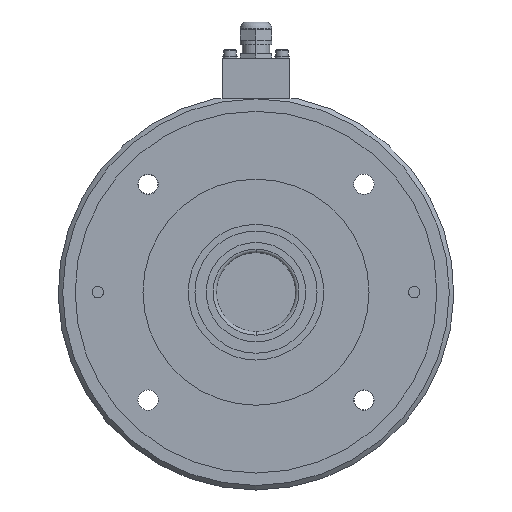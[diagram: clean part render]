
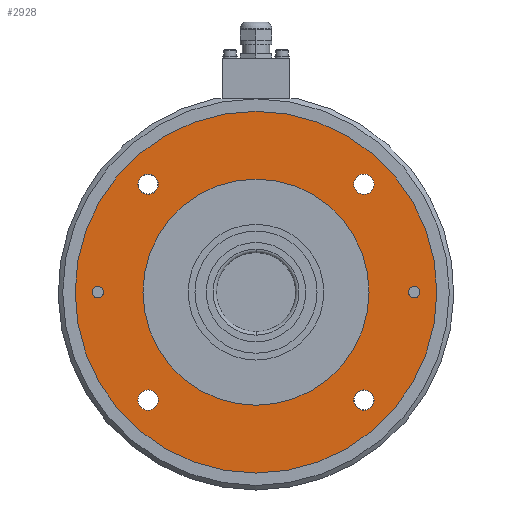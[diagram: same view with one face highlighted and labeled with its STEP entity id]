
A CAD part, left-side view. The second image highlights one B-rep face of the part: STEP entity #2928.
In plain terms, the highlighted face is planar.
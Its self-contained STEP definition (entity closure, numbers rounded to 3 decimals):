
#2204=CARTESIAN_POINT('',(4.15,43.5,0.0));
#2205=VERTEX_POINT('',#2204);
#2221=CARTESIAN_POINT('',(4.15,-56.5,0.));
#2222=VERTEX_POINT('',#2221);
#2229=CARTESIAN_POINT('',(4.15,-6.5,0.0));
#2230=DIRECTION('',(1.0,0.0,0.0));
#2231=DIRECTION('',(0.0,1.0,0.0));
#2232=AXIS2_PLACEMENT_3D('',#2229,#2230,#2231);
#2233=CIRCLE('',#2232,50.0);
#2234=EDGE_CURVE('',#2222,#2205,#2233,.T.);
#2244=CARTESIAN_POINT('',(4.15,73.5,0.0));
#2245=VERTEX_POINT('',#2244);
#2254=CARTESIAN_POINT('',(4.15,-86.5,0.));
#2255=VERTEX_POINT('',#2254);
#2256=CARTESIAN_POINT('',(4.15,-6.5,0.0));
#2257=DIRECTION('',(1.0,0.0,0.0));
#2258=DIRECTION('',(0.0,1.0,0.0));
#2259=AXIS2_PLACEMENT_3D('',#2256,#2257,#2258);
#2260=CIRCLE('',#2259,80.0);
#2261=EDGE_CURVE('',#2255,#2245,#2260,.T.);
#2372=CARTESIAN_POINT('',(4.15,41.23,43.23));
#2373=VERTEX_POINT('',#2372);
#2389=CARTESIAN_POINT('',(4.15,41.23,52.23));
#2390=VERTEX_POINT('',#2389);
#2397=CARTESIAN_POINT('',(4.15,41.23,47.73));
#2398=DIRECTION('',(-1.0,0.0,0.0));
#2399=DIRECTION('',(0.0,0.0,-1.0));
#2400=AXIS2_PLACEMENT_3D('',#2397,#2398,#2399);
#2401=CIRCLE('',#2400,4.5);
#2402=EDGE_CURVE('',#2373,#2390,#2401,.T.);
#2414=CARTESIAN_POINT('',(4.15,63.5,2.5));
#2415=VERTEX_POINT('',#2414);
#2431=CARTESIAN_POINT('',(4.15,63.5,-2.5));
#2432=VERTEX_POINT('',#2431);
#2439=CARTESIAN_POINT('',(4.15,63.5,0.));
#2440=DIRECTION('',(-1.0,0.0,0.0));
#2441=DIRECTION('',(0.0,0.0,1.0));
#2442=AXIS2_PLACEMENT_3D('',#2439,#2440,#2441);
#2443=CIRCLE('',#2442,2.5);
#2444=EDGE_CURVE('',#2415,#2432,#2443,.T.);
#2456=CARTESIAN_POINT('',(4.15,-49.73,47.73));
#2457=VERTEX_POINT('',#2456);
#2473=CARTESIAN_POINT('',(4.15,-58.73,47.73));
#2474=VERTEX_POINT('',#2473);
#2481=CARTESIAN_POINT('',(4.15,-54.23,47.73));
#2482=DIRECTION('',(-1.0,0.0,0.0));
#2483=DIRECTION('',(0.0,1.0,0.0));
#2484=AXIS2_PLACEMENT_3D('',#2481,#2482,#2483);
#2485=CIRCLE('',#2484,4.5);
#2486=EDGE_CURVE('',#2457,#2474,#2485,.T.);
#2498=CARTESIAN_POINT('',(4.15,-54.23,-43.23));
#2499=VERTEX_POINT('',#2498);
#2515=CARTESIAN_POINT('',(4.15,-54.23,-52.23));
#2516=VERTEX_POINT('',#2515);
#2523=CARTESIAN_POINT('',(4.15,-54.23,-47.73));
#2524=DIRECTION('',(-1.0,0.0,0.0));
#2525=DIRECTION('',(0.0,0.0,1.0));
#2526=AXIS2_PLACEMENT_3D('',#2523,#2524,#2525);
#2527=CIRCLE('',#2526,4.5);
#2528=EDGE_CURVE('',#2499,#2516,#2527,.T.);
#2540=CARTESIAN_POINT('',(4.15,36.73,-47.73));
#2541=VERTEX_POINT('',#2540);
#2557=CARTESIAN_POINT('',(4.15,45.73,-47.73));
#2558=VERTEX_POINT('',#2557);
#2565=CARTESIAN_POINT('',(4.15,41.23,-47.73));
#2566=DIRECTION('',(-1.0,0.0,0.0));
#2567=DIRECTION('',(0.0,-1.0,0.0));
#2568=AXIS2_PLACEMENT_3D('',#2565,#2566,#2567);
#2569=CIRCLE('',#2568,4.5);
#2570=EDGE_CURVE('',#2541,#2558,#2569,.T.);
#2582=CARTESIAN_POINT('',(4.15,-76.5,-2.5));
#2583=VERTEX_POINT('',#2582);
#2599=CARTESIAN_POINT('',(4.15,-76.5,2.5));
#2600=VERTEX_POINT('',#2599);
#2607=CARTESIAN_POINT('',(4.15,-76.5,0.));
#2608=DIRECTION('',(-1.0,0.0,0.0));
#2609=DIRECTION('',(0.0,0.0,-1.0));
#2610=AXIS2_PLACEMENT_3D('',#2607,#2608,#2609);
#2611=CIRCLE('',#2610,2.5);
#2612=EDGE_CURVE('',#2583,#2600,#2611,.T.);
#2623=CARTESIAN_POINT('',(4.15,-76.5,0.));
#2624=DIRECTION('',(-1.0,0.0,0.0));
#2625=DIRECTION('',(0.0,0.0,-1.0));
#2626=AXIS2_PLACEMENT_3D('',#2623,#2624,#2625);
#2627=CIRCLE('',#2626,2.5);
#2628=EDGE_CURVE('',#2600,#2583,#2627,.T.);
#2647=CARTESIAN_POINT('',(4.15,41.23,-47.73));
#2648=DIRECTION('',(-1.0,0.0,0.0));
#2649=DIRECTION('',(0.0,-1.0,0.0));
#2650=AXIS2_PLACEMENT_3D('',#2647,#2648,#2649);
#2651=CIRCLE('',#2650,4.5);
#2652=EDGE_CURVE('',#2558,#2541,#2651,.T.);
#2671=CARTESIAN_POINT('',(4.15,-54.23,-47.73));
#2672=DIRECTION('',(-1.0,0.0,0.0));
#2673=DIRECTION('',(0.0,0.0,1.0));
#2674=AXIS2_PLACEMENT_3D('',#2671,#2672,#2673);
#2675=CIRCLE('',#2674,4.5);
#2676=EDGE_CURVE('',#2516,#2499,#2675,.T.);
#2695=CARTESIAN_POINT('',(4.15,-54.23,47.73));
#2696=DIRECTION('',(-1.0,0.0,0.0));
#2697=DIRECTION('',(0.0,1.0,0.0));
#2698=AXIS2_PLACEMENT_3D('',#2695,#2696,#2697);
#2699=CIRCLE('',#2698,4.5);
#2700=EDGE_CURVE('',#2474,#2457,#2699,.T.);
#2719=CARTESIAN_POINT('',(4.15,63.5,0.));
#2720=DIRECTION('',(-1.0,0.0,0.0));
#2721=DIRECTION('',(0.0,0.0,1.0));
#2722=AXIS2_PLACEMENT_3D('',#2719,#2720,#2721);
#2723=CIRCLE('',#2722,2.5);
#2724=EDGE_CURVE('',#2432,#2415,#2723,.T.);
#2743=CARTESIAN_POINT('',(4.15,41.23,47.73));
#2744=DIRECTION('',(-1.0,0.0,0.0));
#2745=DIRECTION('',(0.0,0.0,-1.0));
#2746=AXIS2_PLACEMENT_3D('',#2743,#2744,#2745);
#2747=CIRCLE('',#2746,4.5);
#2748=EDGE_CURVE('',#2390,#2373,#2747,.T.);
#2875=CARTESIAN_POINT('',(4.15,-6.5,0.0));
#2876=DIRECTION('',(1.0,0.0,0.0));
#2877=DIRECTION('',(0.0,1.0,0.0));
#2878=AXIS2_PLACEMENT_3D('',#2875,#2876,#2877);
#2879=CIRCLE('',#2878,80.0);
#2880=EDGE_CURVE('',#2245,#2255,#2879,.T.);
#2885=CARTESIAN_POINT('',(4.15,-94.5,88.0));
#2886=DIRECTION('',(1.0,0.0,0.0));
#2887=DIRECTION('',(0.0,0.0,-1.0));
#2888=AXIS2_PLACEMENT_3D('',#2885,#2886,#2887);
#2889=PLANE('',#2888);
#2890=ORIENTED_EDGE('',*,*,#2880,.T.);
#2891=ORIENTED_EDGE('',*,*,#2261,.T.);
#2892=EDGE_LOOP('',(#2890,#2891));
#2893=FACE_OUTER_BOUND('',#2892,.T.);
#2894=ORIENTED_EDGE('',*,*,#2628,.T.);
#2895=ORIENTED_EDGE('',*,*,#2612,.T.);
#2896=EDGE_LOOP('',(#2894,#2895));
#2897=FACE_BOUND('',#2896,.T.);
#2898=ORIENTED_EDGE('',*,*,#2652,.T.);
#2899=ORIENTED_EDGE('',*,*,#2570,.T.);
#2900=EDGE_LOOP('',(#2898,#2899));
#2901=FACE_BOUND('',#2900,.T.);
#2902=ORIENTED_EDGE('',*,*,#2676,.T.);
#2903=ORIENTED_EDGE('',*,*,#2528,.T.);
#2904=EDGE_LOOP('',(#2902,#2903));
#2905=FACE_BOUND('',#2904,.T.);
#2906=ORIENTED_EDGE('',*,*,#2700,.T.);
#2907=ORIENTED_EDGE('',*,*,#2486,.T.);
#2908=EDGE_LOOP('',(#2906,#2907));
#2909=FACE_BOUND('',#2908,.T.);
#2910=ORIENTED_EDGE('',*,*,#2724,.T.);
#2911=ORIENTED_EDGE('',*,*,#2444,.T.);
#2912=EDGE_LOOP('',(#2910,#2911));
#2913=FACE_BOUND('',#2912,.T.);
#2914=ORIENTED_EDGE('',*,*,#2748,.T.);
#2915=ORIENTED_EDGE('',*,*,#2402,.T.);
#2916=EDGE_LOOP('',(#2914,#2915));
#2917=FACE_BOUND('',#2916,.T.);
#2918=CARTESIAN_POINT('',(4.15,-6.5,0.0));
#2919=DIRECTION('',(1.0,0.0,0.0));
#2920=DIRECTION('',(0.0,1.0,0.0));
#2921=AXIS2_PLACEMENT_3D('',#2918,#2919,#2920);
#2922=CIRCLE('',#2921,50.0);
#2923=EDGE_CURVE('',#2205,#2222,#2922,.T.);
#2924=ORIENTED_EDGE('',*,*,#2923,.F.);
#2925=ORIENTED_EDGE('',*,*,#2234,.F.);
#2926=EDGE_LOOP('',(#2924,#2925));
#2927=FACE_BOUND('',#2926,.T.);
#2928=ADVANCED_FACE('',(#2893,#2897,#2901,#2905,#2909,#2913,#2917,#2927),#2889,.T.);
